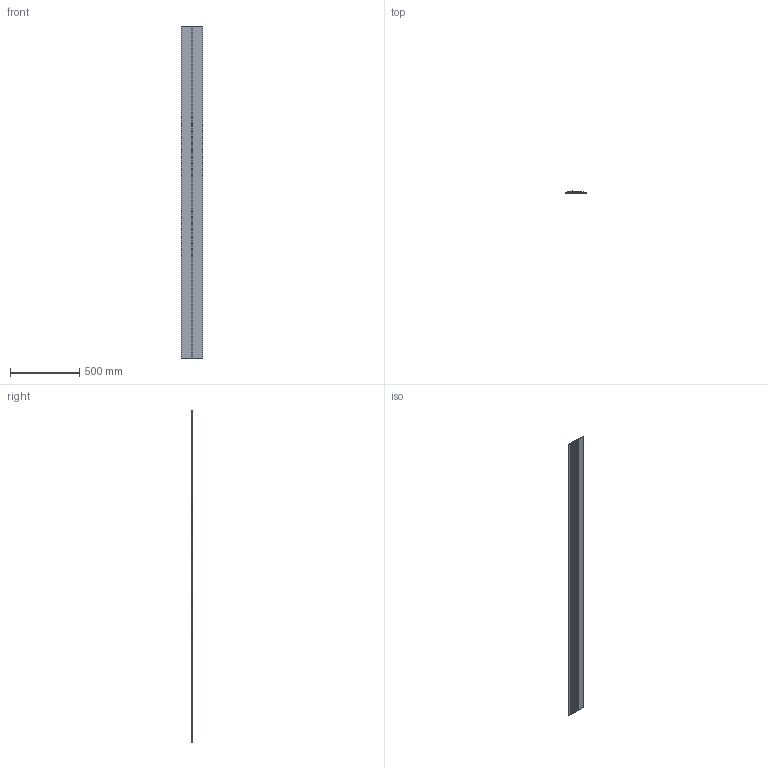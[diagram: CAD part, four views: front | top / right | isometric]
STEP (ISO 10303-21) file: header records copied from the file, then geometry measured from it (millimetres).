
FILE_DESCRIPTION(/* description */ (''),/* implementation_level */ '2;1');
FILE_NAME(/* name */ '22611_KriTec_Parkschiene_flach_ hoch.stp',/* time_stamp */ '2021-03-29T14:20:31+02:00',/* author */ ('Nell'),/* organization */ (''),/* preprocessor_version */ 'ST-DEVELOPER v17',/* originating_system */ 'Autodesk Inventor 2018',/* authorisation */ '');
FILE_SCHEMA (('AUTOMOTIVE_DESIGN { 1 0 10303 214 3 1 1 }'));
Length unit declared in the file: millimetre
Products named in the file (3): 22611_KriTec_Parkschiene_flach_ hoch; 22611_1; 22611_2
Assembly tree (2 placements, depth 2):
  22611_KriTec_Parkschiene_flach_ hoch
    22611_1
    22611_2
Bounding box: 152.79 x 10.55 x 2400 mm (x, y, z)
Volume: 1352016.4 mm3; surface area: 1073258.3 mm2
Topology: 2 solids, 2 shells, 73 faces, 207 edges, 138 vertices
Faces by surface type: plane 44, cylinder 29
Entity records: 2498 total; most frequent: CARTESIAN_POINT 423, DIRECTION 421, ORIENTED_EDGE 414, EDGE_CURVE 207, LINE 149, VECTOR 149, VERTEX_POINT 138, AXIS2_PLACEMENT_3D 136
